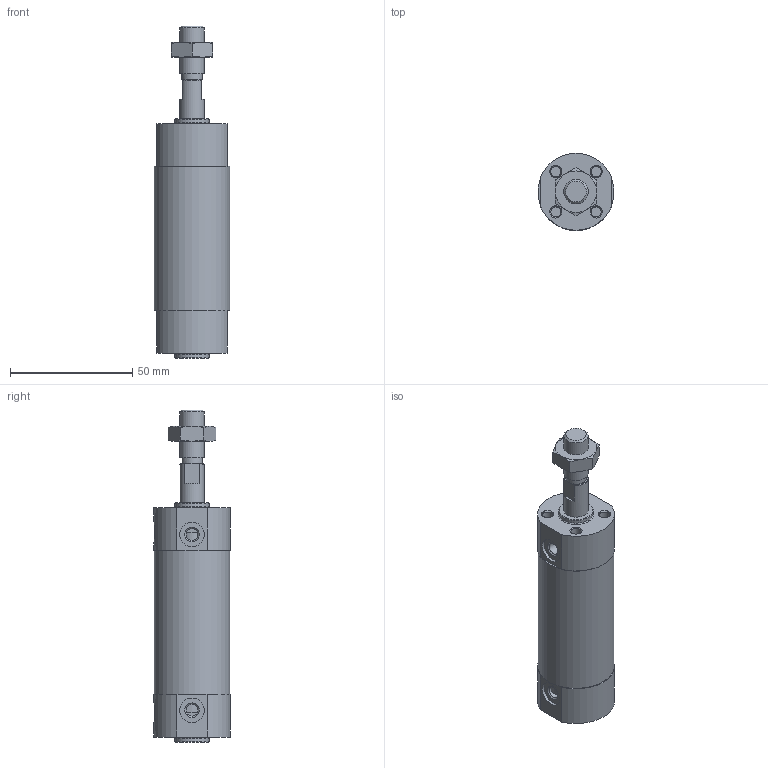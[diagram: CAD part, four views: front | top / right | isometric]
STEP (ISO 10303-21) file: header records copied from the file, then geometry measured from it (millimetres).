
FILE_DESCRIPTION( ( 'STEP AP203' ), '1' );
FILE_NAME( 'EG2525-M()0.stp', '2021-10-12T02:08:40', ( 'License CC BY-ND 4.0' ), ( 'CADENAS' ), ' ', 'PARTsolutions', ' ' );
FILE_SCHEMA( ( 'CONFIG_CONTROL_DESIGN' ) );
Length unit declared in the file: millimetre
Products named in the file (3): EG2525-M()0; _EG2525-M0()_body; _EG2525-M0_rod
Assembly tree (2 placements, depth 2):
  EG2525-M()0
    _EG2525-M0()_body
    _EG2525-M0_rod
Bounding box: 30.92 x 31.5 x 136 mm (x, y, z)
Volume: 83040 mm3; surface area: 24564.1 mm2
Topology: 2 solids, 2 shells, 123 faces, 272 edges, 167 vertices
Faces by surface type: plane 56, cone 33, cylinder 32, torus 2
Full cylindrical faces by diameter (mm): 4.134 x8, 4.917 x4, 8.466 x1, 8.566 x2, 10 x8, 14 x2, 16.667 x1, 25 x1, 31 x1
Entity records: 3468 total; most frequent: CARTESIAN_POINT 874, DIRECTION 538, ORIENTED_EDGE 430, AXIS2_PLACEMENT_3D 239, EDGE_CURVE 215, EDGE_LOOP 194, VERTEX_POINT 155, FACE_OUTER_BOUND 153
